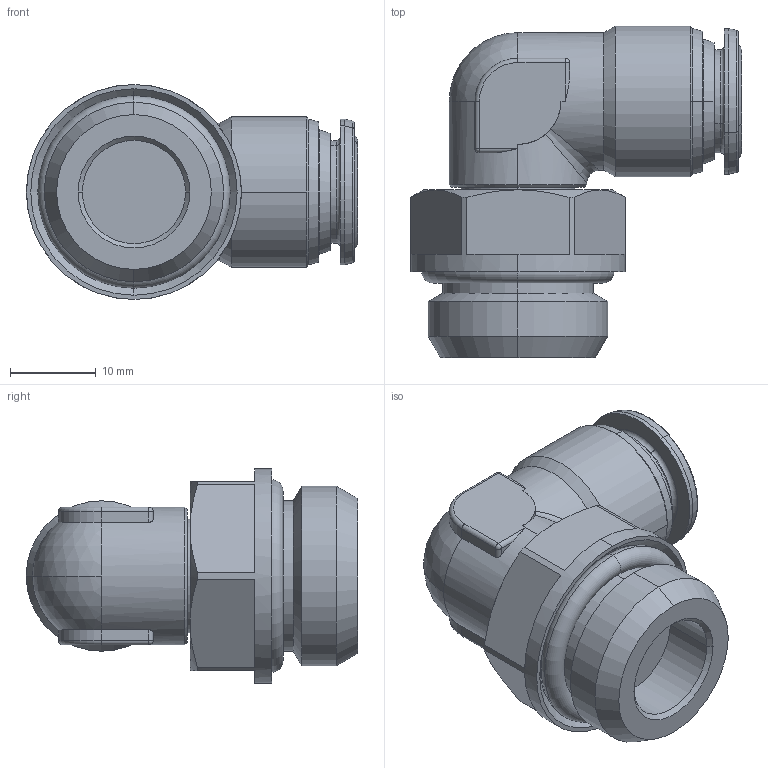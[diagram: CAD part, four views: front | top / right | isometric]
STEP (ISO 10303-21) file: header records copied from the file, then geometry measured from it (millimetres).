
FILE_DESCRIPTION (( 'STEP AP214' ), '1' );
FILE_NAME ('6011500009.step', '2012-10-16T16:33:12', ( '' ), ( '' ), 'SwSTEP 2.0', 'SolidWorks 2012', '' );
FILE_SCHEMA (( 'AUTOMOTIVE_DESIGN' ));
Length unit declared in the file: millimetre
Products named in the file (1): 6011500009
Bounding box: 38.5 x 38.55 x 25 mm (x, y, z)
Volume: 13590.6 mm3; surface area: 5686.1 mm2
Topology: 2 solids, 2 shells, 146 faces, 336 edges, 197 vertices
Faces by surface type: plane 45, cylinder 42, cone 34, torus 18, sphere 6, bspline 1
Entity records: 5931 total; most frequent: CARTESIAN_POINT 952, DIRECTION 758, ORIENTED_EDGE 664, EDGE_CURVE 332, AXIS2_PLACEMENT_3D 317, VERTEX_POINT 197, CIRCLE 171, EDGE_LOOP 159
